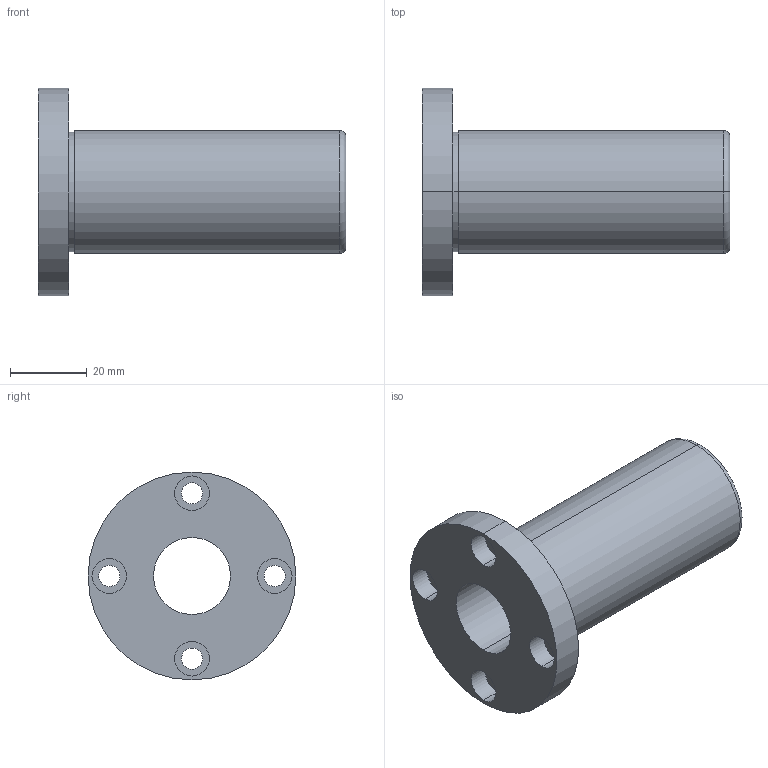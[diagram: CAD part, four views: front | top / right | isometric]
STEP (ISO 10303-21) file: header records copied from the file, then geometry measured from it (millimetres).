
FILE_DESCRIPTION (( 'STEP AP214' ), '1' );
FILE_NAME ('LHFRW-N20.STEP', '2024-10-09T10:46:04', ( '' ), ( '' ), 'SwSTEP 2.0', 'SolidWorks 2024', '' );
FILE_SCHEMA (( 'AUTOMOTIVE_DESIGN' ));
Length unit declared in the file: millimetre
Products named in the file (1): LHFRW-N20
Bounding box: 80 x 54 x 54 mm (x, y, z)
Volume: 49393.3 mm3; surface area: 18185.3 mm2
Topology: 1 solids, 1 shells, 34 faces, 76 edges, 50 vertices
Faces by surface type: cylinder 24, plane 8, torus 2
Entity records: 1019 total; most frequent: DIRECTION 198, CARTESIAN_POINT 161, ORIENTED_EDGE 152, AXIS2_PLACEMENT_3D 87, EDGE_CURVE 76, CIRCLE 52, EDGE_LOOP 50, VERTEX_POINT 50
